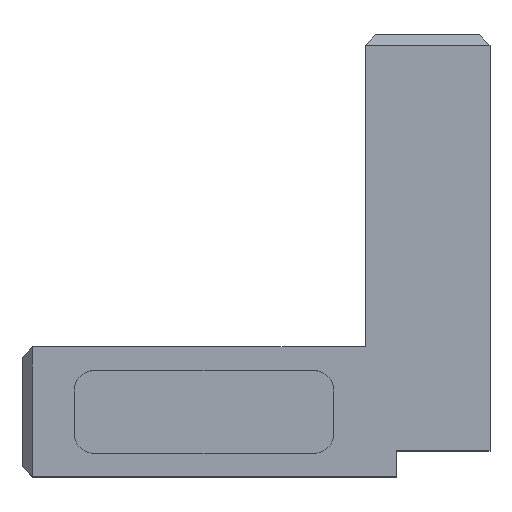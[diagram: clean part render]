
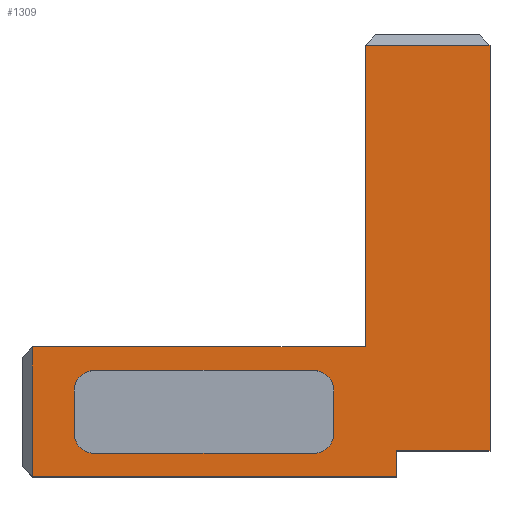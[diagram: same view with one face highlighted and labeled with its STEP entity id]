
A CAD part, top view. The second image highlights one B-rep face of the part: STEP entity #1309.
In plain terms, the highlighted planar face has unit normal (0, 0, 1).
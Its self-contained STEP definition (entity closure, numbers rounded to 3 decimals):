
#46 = LINE ( 'NONE', #1211, #904 ) ;
#58 = CARTESIAN_POINT ( 'NONE',  ( 30., 2.25, 7.5 ) ) ;
#67 = VECTOR ( 'NONE', #201, 1000. ) ;
#80 = EDGE_CURVE ( 'NONE', #1300, #269, #943, .T. ) ;
#96 = VERTEX_POINT ( 'NONE', #179 ) ;
#98 = CARTESIAN_POINT ( 'NONE',  ( 28., 4.25, 7.5 ) ) ;
#130 = EDGE_CURVE ( 'NONE', #1228, #1266, #1464, .T. ) ;
#141 = CIRCLE ( 'NONE', #929, 2. ) ;
#156 = ORIENTED_EDGE ( 'NONE', *, *, #662, .F. ) ;
#169 = CIRCLE ( 'NONE', #822, 2. ) ;
#175 = CARTESIAN_POINT ( 'NONE',  ( 7., 2.25, 7.5 ) ) ;
#179 = CARTESIAN_POINT ( 'NONE',  ( 36., 2.5, 7.5 ) ) ;
#184 = ORIENTED_EDGE ( 'NONE', *, *, #1604, .T. ) ;
#201 = DIRECTION ( 'NONE',  ( -1., 0., 0. ) ) ;
#238 = CARTESIAN_POINT ( 'NONE',  ( 0., 0., 7.5 ) ) ;
#261 = CARTESIAN_POINT ( 'NONE',  ( 5., 2.25, 7.5 ) ) ;
#269 = VERTEX_POINT ( 'NONE', #1654 ) ;
#298 = VERTEX_POINT ( 'NONE', #1139 ) ;
#305 = AXIS2_PLACEMENT_3D ( 'NONE', #890, #1398, #1393 ) ;
#307 = CARTESIAN_POINT ( 'NONE',  ( 45., 2.5, 7.5 ) ) ;
#311 = DIRECTION ( 'NONE',  ( 1., 0., 0. ) ) ;
#315 = LINE ( 'NONE', #948, #1063 ) ;
#318 = CARTESIAN_POINT ( 'NONE',  ( 33., 42.5, 7.5 ) ) ;
#322 = VERTEX_POINT ( 'NONE', #1263 ) ;
#336 = LINE ( 'NONE', #728, #67 ) ;
#382 = LINE ( 'NONE', #1183, #961 ) ;
#385 = CIRCLE ( 'NONE', #1271, 2. ) ;
#395 = VERTEX_POINT ( 'NONE', #552 ) ;
#396 = PLANE ( 'NONE',  #1357 ) ;
#403 = DIRECTION ( 'NONE',  ( -1., 0., 0. ) ) ;
#449 = VECTOR ( 'NONE', #479, 1000. ) ;
#453 = DIRECTION ( 'NONE',  ( -1., 0., 0. ) ) ;
#473 = DIRECTION ( 'NONE',  ( 0., -1., 0. ) ) ;
#479 = DIRECTION ( 'NONE',  ( 1., 0., 0. ) ) ;
#490 = CARTESIAN_POINT ( 'NONE',  ( 36., 0., 7.5 ) ) ;
#526 = VECTOR ( 'NONE', #473, 1000. ) ;
#531 = DIRECTION ( 'NONE',  ( 1., 0., 0. ) ) ;
#546 = VERTEX_POINT ( 'NONE', #490 ) ;
#552 = CARTESIAN_POINT ( 'NONE',  ( 28., 10.25, 7.5 ) ) ;
#571 = DIRECTION ( 'NONE',  ( -1., 0., 0. ) ) ;
#594 = EDGE_CURVE ( 'NONE', #755, #744, #1402, .T. ) ;
#632 = LINE ( 'NONE', #759, #526 ) ;
#662 = EDGE_CURVE ( 'NONE', #755, #1277, #784, .T. ) ;
#668 = DIRECTION ( 'NONE',  ( 0., 0., -1. ) ) ;
#671 = EDGE_CURVE ( 'NONE', #298, #1281, #804, .T. ) ;
#695 = CARTESIAN_POINT ( 'NONE',  ( 0., 12.5, 7.5 ) ) ;
#705 = ORIENTED_EDGE ( 'NONE', *, *, #671, .T. ) ;
#710 = CARTESIAN_POINT ( 'NONE',  ( 28., 2.25, 7.5 ) ) ;
#722 = CARTESIAN_POINT ( 'NONE',  ( 0., 41.5, 7.5 ) ) ;
#724 = EDGE_CURVE ( 'NONE', #1230, #783, #382, .T. ) ;
#728 = CARTESIAN_POINT ( 'NONE',  ( 5., 10.25, 7.5 ) ) ;
#733 = EDGE_LOOP ( 'NONE', ( #764, #1091, #1577, #1389, #705, #1493, #1602, #1395 ) ) ;
#736 = EDGE_CURVE ( 'NONE', #96, #1230, #46, .T. ) ;
#743 = VECTOR ( 'NONE', #777, 1000. ) ;
#744 = VERTEX_POINT ( 'NONE', #1236 ) ;
#755 = VERTEX_POINT ( 'NONE', #175 ) ;
#759 = CARTESIAN_POINT ( 'NONE',  ( 5., 2.25, 7.5 ) ) ;
#762 = EDGE_CURVE ( 'NONE', #298, #1228, #1352, .T. ) ;
#764 = ORIENTED_EDGE ( 'NONE', *, *, #724, .T. ) ;
#772 = VECTOR ( 'NONE', #1313, 1000. ) ;
#777 = DIRECTION ( 'NONE',  ( 0., -1., 0. ) ) ;
#783 = VERTEX_POINT ( 'NONE', #1083 ) ;
#784 = LINE ( 'NONE', #261, #1458 ) ;
#785 = CARTESIAN_POINT ( 'NONE',  ( 30., 4.25, 7.5 ) ) ;
#804 = LINE ( 'NONE', #1308, #743 ) ;
#805 = EDGE_CURVE ( 'NONE', #395, #930, #336, .T. ) ;
#810 = DIRECTION ( 'NONE',  ( 0., 0., -1. ) ) ;
#812 = DIRECTION ( 'NONE',  ( 0., 1., 0. ) ) ;
#822 = AXIS2_PLACEMENT_3D ( 'NONE', #98, #1015, #998 ) ;
#861 = DIRECTION ( 'NONE',  ( 0., -1., 0. ) ) ;
#873 = EDGE_CURVE ( 'NONE', #783, #1266, #1475, .T. ) ;
#890 = CARTESIAN_POINT ( 'NONE',  ( 7., 4.25, 7.5 ) ) ;
#903 = VECTOR ( 'NONE', #1341, 1000. ) ;
#904 = VECTOR ( 'NONE', #1361, 1000. ) ;
#913 = EDGE_CURVE ( 'NONE', #322, #744, #632, .T. ) ;
#917 = EDGE_LOOP ( 'NONE', ( #156, #1019, #1210, #1296, #1365, #1523, #1044, #184 ) ) ;
#929 = AXIS2_PLACEMENT_3D ( 'NONE', #1598, #1096, #453 ) ;
#930 = VERTEX_POINT ( 'NONE', #1522 ) ;
#940 = CARTESIAN_POINT ( 'NONE',  ( 0., 0., 7.5 ) ) ;
#943 = LINE ( 'NONE', #58, #772 ) ;
#948 = CARTESIAN_POINT ( 'NONE',  ( 36., 59.993, 7.5 ) ) ;
#961 = VECTOR ( 'NONE', #812, 1000. ) ;
#967 = EDGE_CURVE ( 'NONE', #1281, #546, #1640, .T. ) ;
#998 = DIRECTION ( 'NONE',  ( -1., 0., 0. ) ) ;
#1015 = DIRECTION ( 'NONE',  ( 0., 0., -1. ) ) ;
#1019 = ORIENTED_EDGE ( 'NONE', *, *, #594, .T. ) ;
#1044 = ORIENTED_EDGE ( 'NONE', *, *, #80, .F. ) ;
#1063 = VECTOR ( 'NONE', #861, 1000. ) ;
#1083 = CARTESIAN_POINT ( 'NONE',  ( 45., 41.5, 7.5 ) ) ;
#1091 = ORIENTED_EDGE ( 'NONE', *, *, #873, .T. ) ;
#1096 = DIRECTION ( 'NONE',  ( 0., 0., -1. ) ) ;
#1139 = CARTESIAN_POINT ( 'NONE',  ( 1., 12.5, 7.5 ) ) ;
#1170 = FACE_BOUND ( 'NONE', #917, .T. ) ;
#1177 = CARTESIAN_POINT ( 'NONE',  ( 1., 0., 7.5 ) ) ;
#1183 = CARTESIAN_POINT ( 'NONE',  ( 45., 0., 7.5 ) ) ;
#1208 = CARTESIAN_POINT ( 'NONE',  ( 7., 8.25, 7.5 ) ) ;
#1210 = ORIENTED_EDGE ( 'NONE', *, *, #913, .F. ) ;
#1211 = CARTESIAN_POINT ( 'NONE',  ( 45., 2.5, 7.5 ) ) ;
#1228 = VERTEX_POINT ( 'NONE', #1473 ) ;
#1230 = VERTEX_POINT ( 'NONE', #307 ) ;
#1236 = CARTESIAN_POINT ( 'NONE',  ( 5., 4.25, 7.5 ) ) ;
#1237 = EDGE_CURVE ( 'NONE', #322, #930, #385, .T. ) ;
#1251 = VECTOR ( 'NONE', #1447, 1000. ) ;
#1263 = CARTESIAN_POINT ( 'NONE',  ( 5., 8.25, 7.5 ) ) ;
#1266 = VERTEX_POINT ( 'NONE', #1589 ) ;
#1271 = AXIS2_PLACEMENT_3D ( 'NONE', #1208, #810, #571 ) ;
#1277 = VERTEX_POINT ( 'NONE', #710 ) ;
#1281 = VERTEX_POINT ( 'NONE', #1177 ) ;
#1296 = ORIENTED_EDGE ( 'NONE', *, *, #1237, .T. ) ;
#1300 = VERTEX_POINT ( 'NONE', #785 ) ;
#1308 = CARTESIAN_POINT ( 'NONE',  ( 1., 0., 7.5 ) ) ;
#1309 = ADVANCED_FACE ( 'NONE', ( #1170, #1560 ), #396, .F. ) ;
#1313 = DIRECTION ( 'NONE',  ( 0., 1., 0. ) ) ;
#1341 = DIRECTION ( 'NONE',  ( 0., 1., 0. ) ) ;
#1352 = LINE ( 'NONE', #695, #1379 ) ;
#1357 = AXIS2_PLACEMENT_3D ( 'NONE', #940, #668, #403 ) ;
#1361 = DIRECTION ( 'NONE',  ( 1., 0., 0. ) ) ;
#1365 = ORIENTED_EDGE ( 'NONE', *, *, #805, .F. ) ;
#1379 = VECTOR ( 'NONE', #311, 1000. ) ;
#1389 = ORIENTED_EDGE ( 'NONE', *, *, #762, .F. ) ;
#1393 = DIRECTION ( 'NONE',  ( -1., 0., 0. ) ) ;
#1395 = ORIENTED_EDGE ( 'NONE', *, *, #736, .T. ) ;
#1398 = DIRECTION ( 'NONE',  ( 0., 0., -1. ) ) ;
#1402 = CIRCLE ( 'NONE', #305, 2. ) ;
#1428 = EDGE_CURVE ( 'NONE', #96, #546, #315, .T. ) ;
#1447 = DIRECTION ( 'NONE',  ( -1., 0., 0. ) ) ;
#1458 = VECTOR ( 'NONE', #531, 1000. ) ;
#1464 = LINE ( 'NONE', #318, #903 ) ;
#1473 = CARTESIAN_POINT ( 'NONE',  ( 33., 12.5, 7.5 ) ) ;
#1475 = LINE ( 'NONE', #722, #1251 ) ;
#1493 = ORIENTED_EDGE ( 'NONE', *, *, #967, .T. ) ;
#1522 = CARTESIAN_POINT ( 'NONE',  ( 7., 10.25, 7.5 ) ) ;
#1523 = ORIENTED_EDGE ( 'NONE', *, *, #1526, .T. ) ;
#1526 = EDGE_CURVE ( 'NONE', #395, #269, #141, .T. ) ;
#1560 = FACE_OUTER_BOUND ( 'NONE', #733, .T. ) ;
#1577 = ORIENTED_EDGE ( 'NONE', *, *, #130, .F. ) ;
#1589 = CARTESIAN_POINT ( 'NONE',  ( 33., 41.5, 7.5 ) ) ;
#1598 = CARTESIAN_POINT ( 'NONE',  ( 28., 8.25, 7.5 ) ) ;
#1602 = ORIENTED_EDGE ( 'NONE', *, *, #1428, .F. ) ;
#1604 = EDGE_CURVE ( 'NONE', #1300, #1277, #169, .T. ) ;
#1640 = LINE ( 'NONE', #238, #449 ) ;
#1654 = CARTESIAN_POINT ( 'NONE',  ( 30., 8.25, 7.5 ) ) ;
